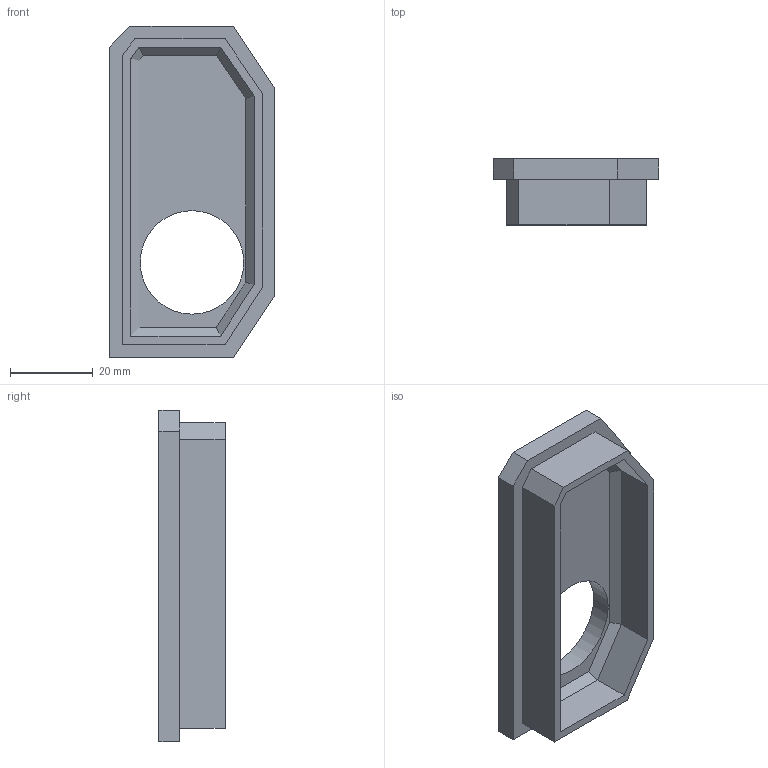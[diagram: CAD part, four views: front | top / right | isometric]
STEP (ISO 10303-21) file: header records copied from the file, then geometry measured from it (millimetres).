
FILE_DESCRIPTION(('FreeCAD Model'),'2;1');
FILE_NAME('Open CASCADE Shape Model','2025-03-28T16:40:48',('Author'),( ''),'Open CASCADE STEP processor 7.8','FreeCAD','Unknown');
FILE_SCHEMA(('AUTOMOTIVE_DESIGN { 1 0 10303 214 1 1 1 1 }'));
Length unit declared in the file: millimetre
Products named in the file (1): Back Lid
Bounding box: 40 x 16 x 80 mm (x, y, z)
Volume: 17356.9 mm3; surface area: 10637.1 mm2
Topology: 1 solids, 1 shells, 33 faces, 80 edges, 51 vertices
Faces by surface type: plane 32, cylinder 1
Full cylindrical faces by diameter (mm): 25 x1
Entity records: 966 total; most frequent: CARTESIAN_POINT 165, ORIENTED_EDGE 160, DIRECTION 150, EDGE_CURVE 80, LINE 78, VECTOR 78, VERTEX_POINT 51, FACE_BOUND 37
